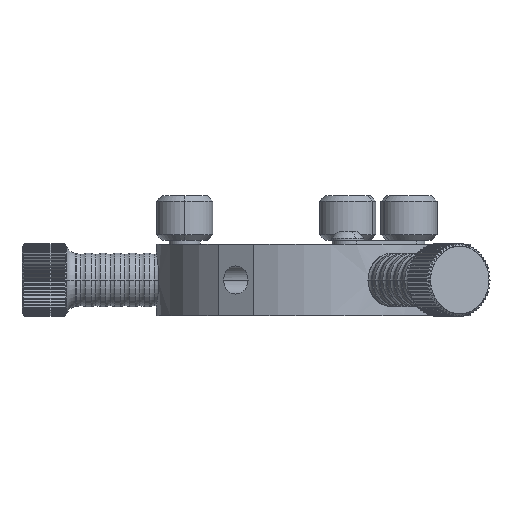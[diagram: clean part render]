
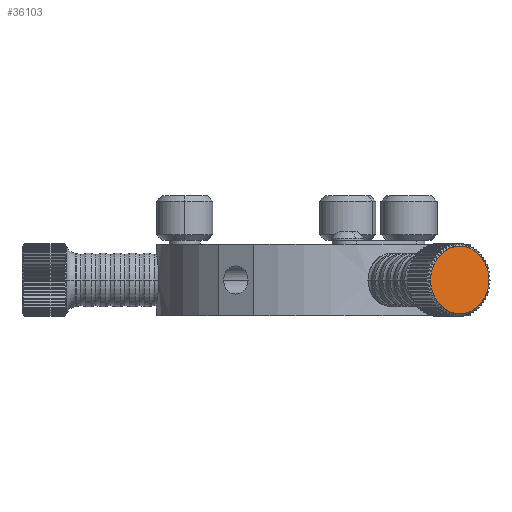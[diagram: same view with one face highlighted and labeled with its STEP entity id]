
A CAD part, left-side view. The second image highlights one B-rep face of the part: STEP entity #36103.
In plain terms, the highlighted planar face has unit normal (-0.866, -0.5, 0).
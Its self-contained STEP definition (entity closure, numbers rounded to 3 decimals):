
#2748 = DIRECTION ( 'NONE',  ( 0.866, 0.5, 0. ) ) ;
#2870 = VERTEX_POINT ( 'NONE', #6615 ) ;
#6615 = CARTESIAN_POINT ( 'NONE',  ( -48.033, -20.804, -6.35 ) ) ;
#11483 = PLANE ( 'NONE',  #14431 ) ;
#11808 = DIRECTION ( 'NONE',  ( -0.5, 0.866, 0. ) ) ;
#13944 = CIRCLE ( 'NONE', #15954, 6. ) ;
#14338 = DIRECTION ( 'NONE',  ( 0.5, -0.866, 0. ) ) ;
#14431 = AXIS2_PLACEMENT_3D ( 'NONE', #34370, #42159, #11808 ) ;
#14874 = VERTEX_POINT ( 'NONE', #16444 ) ;
#15804 = AXIS2_PLACEMENT_3D ( 'NONE', #40518, #44316, #40694 ) ;
#15954 = AXIS2_PLACEMENT_3D ( 'NONE', #44377, #2748, #14338 ) ;
#16444 = CARTESIAN_POINT ( 'NONE',  ( -42.033, -31.196, -6.35 ) ) ;
#21306 = ORIENTED_EDGE ( 'NONE', *, *, #39437, .F. ) ;
#23340 = FACE_OUTER_BOUND ( 'NONE', #30445, .T. ) ;
#23590 = ORIENTED_EDGE ( 'NONE', *, *, #26606, .F. ) ;
#26606 = EDGE_CURVE ( 'NONE', #14874, #2870, #13944, .T. ) ;
#30445 = EDGE_LOOP ( 'NONE', ( #23590, #21306 ) ) ;
#34370 = CARTESIAN_POINT ( 'NONE',  ( -45.033, -26., 15.94 ) ) ;
#36103 = ADVANCED_FACE ( 'NONE', ( #23340 ), #11483, .T. ) ;
#39437 = EDGE_CURVE ( 'NONE', #2870, #14874, #43878, .T. ) ;
#40518 = CARTESIAN_POINT ( 'NONE',  ( -45.033, -26., -6.35 ) ) ;
#40694 = DIRECTION ( 'NONE',  ( 0.5, -0.866, 0. ) ) ;
#42159 = DIRECTION ( 'NONE',  ( -0.866, -0.5, 0. ) ) ;
#43878 = CIRCLE ( 'NONE', #15804, 6. ) ;
#44316 = DIRECTION ( 'NONE',  ( 0.866, 0.5, 0. ) ) ;
#44377 = CARTESIAN_POINT ( 'NONE',  ( -45.033, -26., -6.35 ) ) ;
